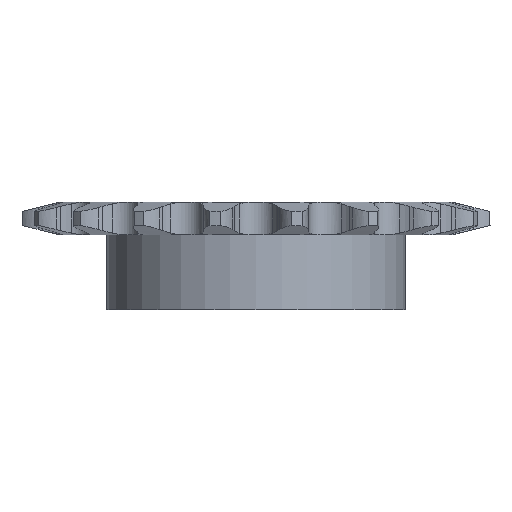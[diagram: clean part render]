
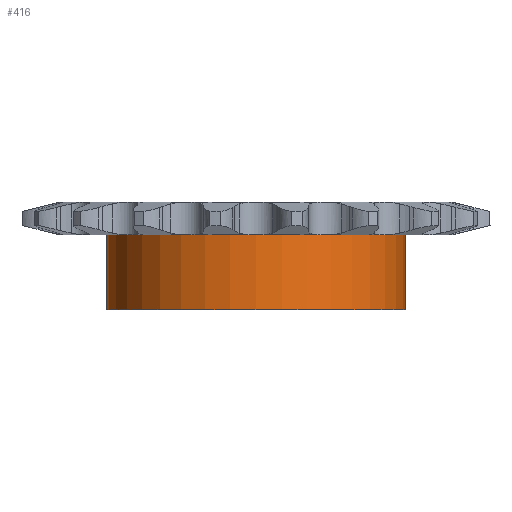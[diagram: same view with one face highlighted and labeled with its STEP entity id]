
A CAD part, front view. The second image highlights one B-rep face of the part: STEP entity #416.
In plain terms, the highlighted cylindrical face has radius 12.7 mm (diameter 25.4 mm), a partial arc.
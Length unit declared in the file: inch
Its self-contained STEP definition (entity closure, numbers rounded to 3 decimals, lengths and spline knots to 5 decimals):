
#166 = DIRECTION ( 'NONE',  ( 0., 0., 1. ) ) ;
#416 = ADVANCED_FACE ( 'NONE', ( #6237 ), #6147, .T. ) ;
#971 = CIRCLE ( 'NONE', #4606, 0.5 ) ;
#1032 = CARTESIAN_POINT ( 'NONE',  ( 0.5, 0., -0.25125 ) ) ;
#1095 = CARTESIAN_POINT ( 'NONE',  ( 0., 0., -0.25125 ) ) ;
#1163 = DIRECTION ( 'NONE',  ( 0., 0., 1. ) ) ;
#1249 = DIRECTION ( 'NONE',  ( 1., 0., 0. ) ) ;
#1685 = VERTEX_POINT ( 'NONE', #5914 ) ;
#1707 = VERTEX_POINT ( 'NONE', #5187 ) ;
#1790 = VERTEX_POINT ( 'NONE', #5638 ) ;
#2088 = AXIS2_PLACEMENT_3D ( 'NONE', #4926, #4792, #4774 ) ;
#2120 = ORIENTED_EDGE ( 'NONE', *, *, #6988, .T. ) ;
#2131 = ORIENTED_EDGE ( 'NONE', *, *, #3258, .F. ) ;
#2233 = ORIENTED_EDGE ( 'NONE', *, *, #5892, .F. ) ;
#2525 = DIRECTION ( 'NONE',  ( 1., 0., 0. ) ) ;
#2527 = DIRECTION ( 'NONE',  ( 0., 0., -1. ) ) ;
#2533 = CARTESIAN_POINT ( 'NONE',  ( 0., 0., 0. ) ) ;
#2582 = EDGE_LOOP ( 'NONE', ( #2233, #2131, #2120, #7305 ) ) ;
#2611 = EDGE_CURVE ( 'NONE', #1707, #1685, #971, .T. ) ;
#3203 = VECTOR ( 'NONE', #4577, 39.37008 ) ;
#3258 = EDGE_CURVE ( 'NONE', #5661, #1790, #6187, .T. ) ;
#4577 = DIRECTION ( 'NONE',  ( 0., 0., 1. ) ) ;
#4606 = AXIS2_PLACEMENT_3D ( 'NONE', #2533, #2527, #2525 ) ;
#4746 = CARTESIAN_POINT ( 'NONE',  ( -0.5, 0., -0.25125 ) ) ;
#4774 = DIRECTION ( 'NONE',  ( -1., 0., 0. ) ) ;
#4792 = DIRECTION ( 'NONE',  ( 0., 0., -1. ) ) ;
#4892 = LINE ( 'NONE', #4746, #3203 ) ;
#4926 = CARTESIAN_POINT ( 'NONE',  ( 0., 0., -0.25125 ) ) ;
#5014 = AXIS2_PLACEMENT_3D ( 'NONE', #1095, #1163, #1249 ) ;
#5136 = LINE ( 'NONE', #1032, #5617 ) ;
#5187 = CARTESIAN_POINT ( 'NONE',  ( 0.5, 0., 0. ) ) ;
#5617 = VECTOR ( 'NONE', #166, 39.37008 ) ;
#5638 = CARTESIAN_POINT ( 'NONE',  ( -0.5, 0., -0.25125 ) ) ;
#5661 = VERTEX_POINT ( 'NONE', #6145 ) ;
#5892 = EDGE_CURVE ( 'NONE', #1790, #1685, #4892, .T. ) ;
#5914 = CARTESIAN_POINT ( 'NONE',  ( -0.5, 0., 0. ) ) ;
#6145 = CARTESIAN_POINT ( 'NONE',  ( 0.5, 0., -0.25125 ) ) ;
#6147 = CYLINDRICAL_SURFACE ( 'NONE', #5014, 0.5 ) ;
#6187 = CIRCLE ( 'NONE', #2088, 0.5 ) ;
#6237 = FACE_OUTER_BOUND ( 'NONE', #2582, .T. ) ;
#6988 = EDGE_CURVE ( 'NONE', #5661, #1707, #5136, .T. ) ;
#7305 = ORIENTED_EDGE ( 'NONE', *, *, #2611, .T. ) ;
